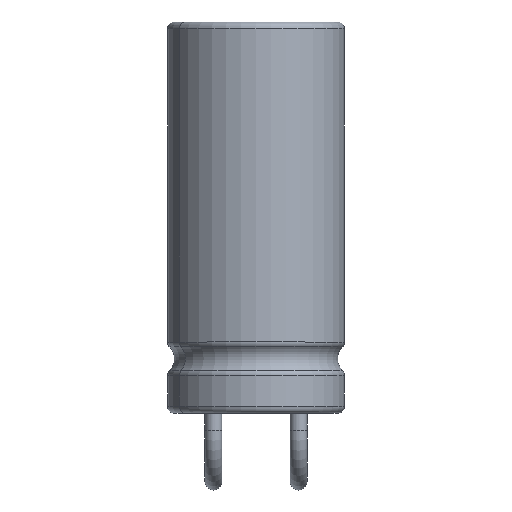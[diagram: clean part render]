
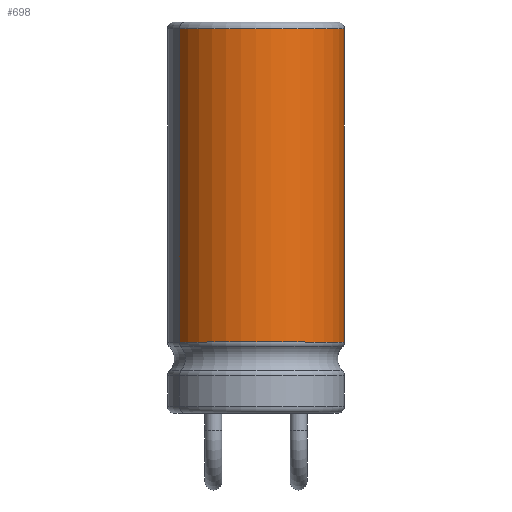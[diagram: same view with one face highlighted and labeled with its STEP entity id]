
A CAD part, top view. The second image highlights one B-rep face of the part: STEP entity #698.
In plain terms, the highlighted cylindrical face has radius 2.6 mm (diameter 5.2 mm), a partial arc.
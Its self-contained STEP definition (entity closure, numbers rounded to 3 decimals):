
#92=FACE_OUTER_BOUND('',#136,.T.);
#136=EDGE_LOOP('',(#595,#596,#597,#598));
#194=CIRCLE('',#800,2.6);
#196=CIRCLE('',#803,2.6);
#212=LINE('',#1102,#256);
#213=LINE('',#1104,#257);
#256=VECTOR('',#856,10.);
#257=VECTOR('',#857,10.);
#304=VERTEX_POINT('',#1095);
#305=VERTEX_POINT('',#1097);
#306=VERTEX_POINT('',#1101);
#307=VERTEX_POINT('',#1103);
#368=EDGE_CURVE('',#306,#304,#212,.T.);
#369=EDGE_CURVE('',#305,#307,#213,.T.);
#442=EDGE_CURVE('',#305,#304,#194,.T.);
#444=EDGE_CURVE('',#306,#307,#196,.T.);
#595=ORIENTED_EDGE('',*,*,#368,.F.);
#596=ORIENTED_EDGE('',*,*,#444,.T.);
#597=ORIENTED_EDGE('',*,*,#369,.F.);
#598=ORIENTED_EDGE('',*,*,#442,.T.);
#662=CYLINDRICAL_SURFACE('',#802,2.6);
#698=ADVANCED_FACE('',(#92),#662,.T.);
#800=AXIS2_PLACEMENT_3D('',#1251,#1022,#1023);
#802=AXIS2_PLACEMENT_3D('',#1253,#1026,#1027);
#803=AXIS2_PLACEMENT_3D('',#1254,#1028,#1029);
#856=DIRECTION('',(0.,1.,0.));
#857=DIRECTION('',(0.,-1.,0.));
#1022=DIRECTION('center_axis',(0.,-1.,0.));
#1023=DIRECTION('ref_axis',(0.,0.,-1.));
#1026=DIRECTION('center_axis',(0.,-1.,0.));
#1027=DIRECTION('ref_axis',(1.,0.,0.));
#1028=DIRECTION('center_axis',(0.,1.,0.));
#1029=DIRECTION('ref_axis',(0.,0.,-1.));
#1095=CARTESIAN_POINT('',(-2.252,13.3,3.8));
#1097=CARTESIAN_POINT('',(-2.252,13.3,1.2));
#1101=CARTESIAN_POINT('',(-2.252,4.09,3.8));
#1102=CARTESIAN_POINT('',(-2.252,8.75,3.8));
#1103=CARTESIAN_POINT('',(-2.252,4.09,1.2));
#1104=CARTESIAN_POINT('',(-2.252,8.75,1.2));
#1251=CARTESIAN_POINT('Origin',(0.,13.3,2.5));
#1253=CARTESIAN_POINT('Origin',(0.,8.75,2.5));
#1254=CARTESIAN_POINT('Origin',(0.,4.09,2.5));
